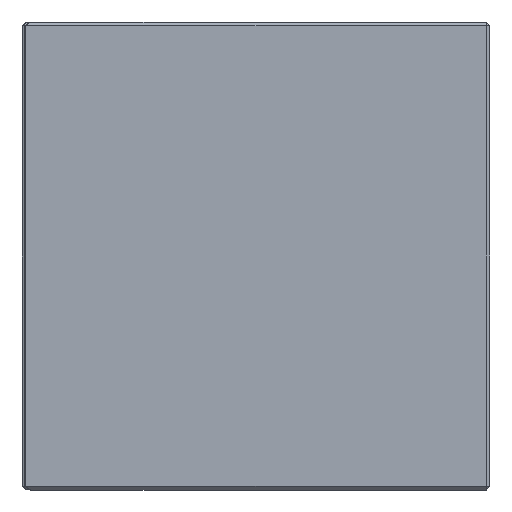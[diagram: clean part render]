
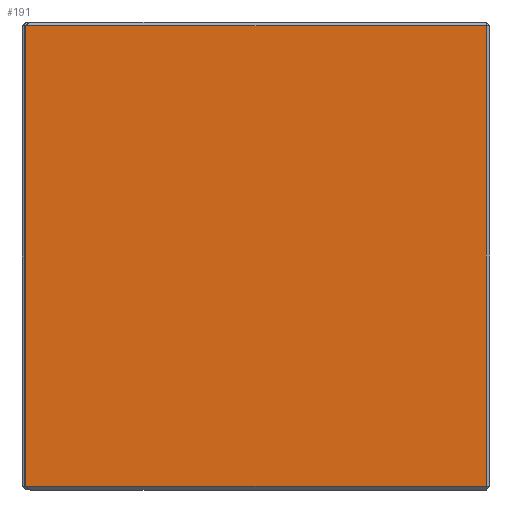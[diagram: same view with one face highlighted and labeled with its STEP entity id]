
A CAD part, left-side view. The second image highlights one B-rep face of the part: STEP entity #191.
In plain terms, the highlighted planar face has unit normal (-1, 0, 0).
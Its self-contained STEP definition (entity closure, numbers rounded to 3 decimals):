
#57 = LINE ( 'NONE', #573, #292 ) ;
#106 = LINE ( 'NONE', #1509, #811 ) ;
#107 = EDGE_CURVE ( 'NONE', #411, #1626, #57, .T. ) ;
#130 = VECTOR ( 'NONE', #743, 1000. ) ;
#171 = DIRECTION ( 'NONE',  ( 0., 0., -1. ) ) ;
#191 = ADVANCED_FACE ( 'NONE', ( #584 ), #323, .F. ) ;
#292 = VECTOR ( 'NONE', #813, 1000. ) ;
#323 = PLANE ( 'NONE',  #1333 ) ;
#324 = EDGE_LOOP ( 'NONE', ( #1105, #1304, #1002, #726 ) ) ;
#339 = CARTESIAN_POINT ( 'NONE',  ( 0., 25.2, 25.2 ) ) ;
#345 = DIRECTION ( 'NONE',  ( 0., -1., 0. ) ) ;
#352 = EDGE_CURVE ( 'NONE', #1378, #1208, #1581, .T. ) ;
#411 = VERTEX_POINT ( 'NONE', #339 ) ;
#417 = DIRECTION ( 'NONE',  ( 1., 0., 0. ) ) ;
#431 = CARTESIAN_POINT ( 'NONE',  ( 0., 25.2, 0.2 ) ) ;
#484 = CARTESIAN_POINT ( 'NONE',  ( 0., 0., 0.2 ) ) ;
#485 = CARTESIAN_POINT ( 'NONE',  ( 0., 0.2, 25.4 ) ) ;
#573 = CARTESIAN_POINT ( 'NONE',  ( 0., 25.2, 25.4 ) ) ;
#584 = FACE_OUTER_BOUND ( 'NONE', #324, .T. ) ;
#647 = DIRECTION ( 'NONE',  ( 0., 1., 0. ) ) ;
#726 = ORIENTED_EDGE ( 'NONE', *, *, #352, .T. ) ;
#743 = DIRECTION ( 'NONE',  ( 0., 0., 1. ) ) ;
#751 = CARTESIAN_POINT ( 'NONE',  ( 0., 0.2, 0.2 ) ) ;
#811 = VECTOR ( 'NONE', #647, 1000. ) ;
#813 = DIRECTION ( 'NONE',  ( 0., 0., -1. ) ) ;
#989 = EDGE_CURVE ( 'NONE', #1208, #411, #106, .T. ) ;
#1002 = ORIENTED_EDGE ( 'NONE', *, *, #1273, .T. ) ;
#1086 = CARTESIAN_POINT ( 'NONE',  ( 0., 0.2, 25.2 ) ) ;
#1105 = ORIENTED_EDGE ( 'NONE', *, *, #989, .T. ) ;
#1208 = VERTEX_POINT ( 'NONE', #1086 ) ;
#1273 = EDGE_CURVE ( 'NONE', #1626, #1378, #1346, .T. ) ;
#1304 = ORIENTED_EDGE ( 'NONE', *, *, #107, .T. ) ;
#1333 = AXIS2_PLACEMENT_3D ( 'NONE', #1536, #417, #171 ) ;
#1346 = LINE ( 'NONE', #484, #1540 ) ;
#1378 = VERTEX_POINT ( 'NONE', #751 ) ;
#1509 = CARTESIAN_POINT ( 'NONE',  ( 0., 0., 25.2 ) ) ;
#1536 = CARTESIAN_POINT ( 'NONE',  ( 0., 0., 25.4 ) ) ;
#1540 = VECTOR ( 'NONE', #345, 1000. ) ;
#1581 = LINE ( 'NONE', #485, #130 ) ;
#1626 = VERTEX_POINT ( 'NONE', #431 ) ;
